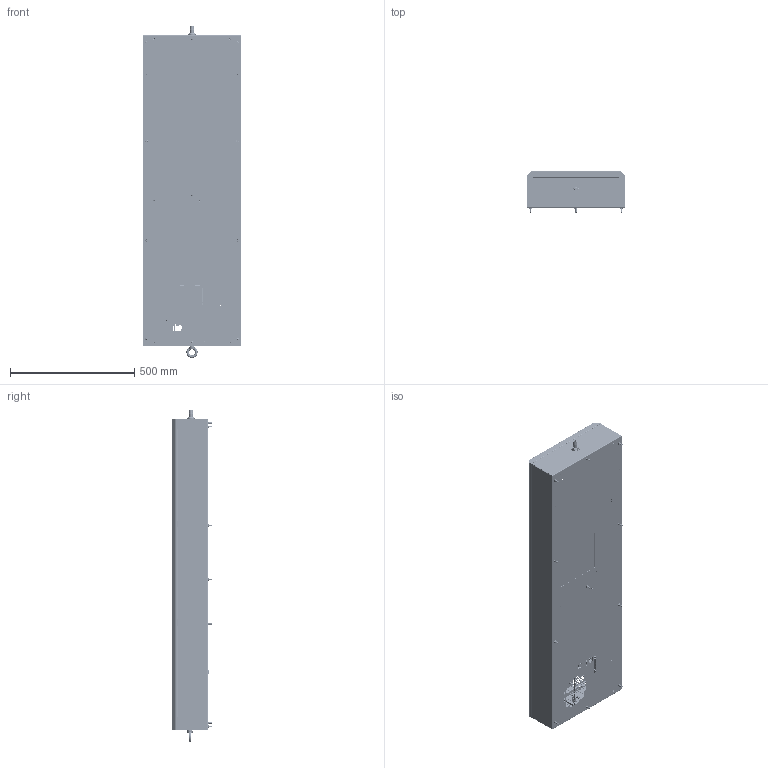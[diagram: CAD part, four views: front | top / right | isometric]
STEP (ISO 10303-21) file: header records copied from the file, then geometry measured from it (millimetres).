
FILE_DESCRIPTION((''),'2;1');
FILE_NAME('KG4272_COMPLETE_ASM','2013-05-10T',('carlc'),(''),'PRO/ENGINEER BY PARAMETRIC TECHNOLOGY CORPORATION, 2010040','PRO/ENGINEER BY PARAMETRIC TECHNOLOGY CORPORATION, 2010040','');
FILE_SCHEMA(('CONFIG_CONTROL_DESIGN'));
Products named in the file (34): KG4272_CABINET_MAN_1; KG427X_LIFTING_HOOK_REINFORCE_1; POPNUT_M10_HEX_CLOSED_1; POPNUT_M4_HEX_OPEN_A2_1; POPNUT_M6_HEX_CLOSED_A2_1; FH4-M4-10_1; LIFTING_HOOK_M10X17_DIN580_1; DRAIN_BUSH_1; DRAIN_BUSH_NUT_1; DRAIN_BUSH_PIPE_FITTING_1; SCREW_DIN_7985-M4X20-A2_1; LOCKNUT_DIN_985_M4X0_7-A2_1; KG4272_CABINET_ASSY_ASM_1_ASM_ASM; SET_SCREW_M6X25_1; LOCKNUT_DIN_985_M6-A2_1; SCREW_DIN_7985-M4X10-A2_1; DISP-55_MOUNT_1; DISP-55_DISPLAY_FOIL_1; DISP-55_ASSEMBLY_ASM_1_ASM_ASM; FH4-M3-6_1; NUT_M3_S_STEEL_1; KG427X_CONTROLLER_ACCESS-244288_ASM; SCREW_DIN_965-M4X8-A2_1; KG4272_COVER_1; KG4272_COVER_ASSY_ASM_1_ASM_ASM; KG427X_CONNECTOR_BRACKET_1; WAGO_723-609_019-000_1; AMP_100575-1_1; 9_POLE_D_SUB_RECEPTICLE_1; 4_POLE_WAGO_261_2OFF_1; KG427X_CONNECTOR_ASS_ASM_1_ASM_ASM; ASM0001_ASM_ASM; KG4272_COMPLETE_ASM_ASM_ASM; KG4272_COMPLETE_ASM
Assembly tree (102 placements, depth 6):
  KG4272_COMPLETE_ASM
    KG4272_COMPLETE_ASM_ASM_ASM
      ASM0001_ASM_ASM
        KG4272_CABINET_ASSY_ASM_1_ASM_ASM
          KG4272_CABINET_MAN_1
          KG427X_LIFTING_HOOK_REINFORCE_1
          POPNUT_M10_HEX_CLOSED_1
          POPNUT_M4_HEX_OPEN_A2_1
          POPNUT_M6_HEX_CLOSED_A2_1  x19
          FH4-M4-10_1  x4
          LIFTING_HOOK_M10X17_DIN580_1
          DRAIN_BUSH_1
          DRAIN_BUSH_NUT_1
          DRAIN_BUSH_PIPE_FITTING_1
          SCREW_DIN_7985-M4X20-A2_1
          LOCKNUT_DIN_985_M4X0_7-A2_1
        SET_SCREW_M6X25_1  x19
        LOCKNUT_DIN_985_M6-A2_1  x19
        SCREW_DIN_7985-M4X10-A2_1  x2
        KG427X_CONTROLLER_ACCESS-244288_ASM
          DISP-55_ASSEMBLY_ASM_1_ASM_ASM
            DISP-55_MOUNT_1
            DISP-55_DISPLAY_FOIL_1
          FH4-M3-6_1  x4
          NUT_M3_S_STEEL_1  x4
          FH4-M4-10_1
        SCREW_DIN_965-M4X8-A2_1  x4
        KG4272_COVER_ASSY_ASM_1_ASM_ASM
          KG4272_COVER_1
        KG427X_CONNECTOR_ASS_ASM_1_ASM_ASM
          KG427X_CONNECTOR_BRACKET_1
          WAGO_723-609_019-000_1
          AMP_100575-1_1  x2
          9_POLE_D_SUB_RECEPTICLE_1
          4_POLE_WAGO_261_2OFF_1
Bounding box: 395 x 163 x 1334.8 mm (x, y, z)
Volume: 1574371.6 mm3; surface area: 3069604.1 mm2
Topology: 95 solids, 95 shells, 5460 faces, 14489 edges, 9273 vertices
Faces by surface type: plane 2657, cylinder 2186, cone 516, torus 60, bspline 35, sphere 6
Entity records: 126321 total; most frequent: CARTESIAN_POINT 24039, DIRECTION 21538, ORIENTED_EDGE 20518, EDGE_CURVE 10259, AXIS2_PLACEMENT_3D 7702, VERTEX_POINT 6719, VECTOR 6134, LINE 6134
